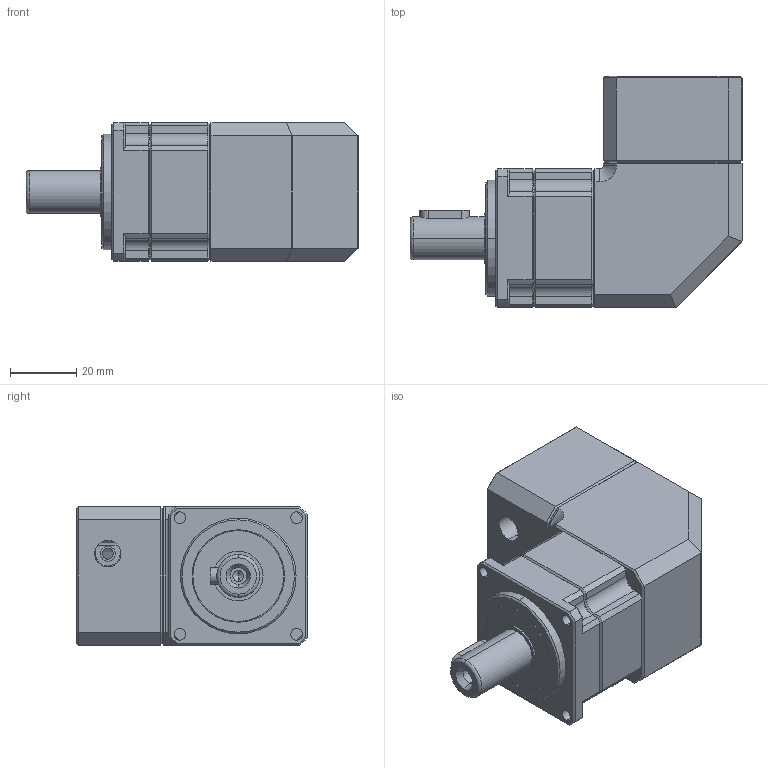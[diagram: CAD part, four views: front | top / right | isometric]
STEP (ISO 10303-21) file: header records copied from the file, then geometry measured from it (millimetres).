
FILE_DESCRIPTION (( 'STEP AP214' ), '1' );
FILE_NAME ('ZPF42-L1-输入8-30-46-M4.STEP', '2019-07-02T06:19:00', ( 'Sky123.Org' ), ( 'Sky123.Org' ), 'SwSTEP 2.0', 'SolidWorks 2014', '' );
FILE_SCHEMA (( 'AUTOMOTIVE_DESIGN' ));
Length unit declared in the file: millimetre
Products named in the file (8): 瑩5-5-15; PFF42-CQ01; PFF42-SG01; ZPF42-L1-输入8-30-46-M4; ZPF42-LZ01; 6001-2RS; ZPF42-LJ01-30-46-M4; ZPF42-XT01
Assembly tree (7 placements, depth 2):
  ZPF42-L1-输入8-30-46-M4
    PFF42-SG01
    PFF42-CQ01
    瑩5-5-15
    ZPF42-XT01
    ZPF42-LJ01-30-46-M4
    6001-2RS
    ZPF42-LZ01
Bounding box: 100.5 x 70 x 42 mm (x, y, z)
Volume: 155124.5 mm3; surface area: 44366.3 mm2
Topology: 21 solids, 21 shells, 608 faces, 1429 edges, 855 vertices
Faces by surface type: plane 226, cylinder 207, cone 88, bspline 81, torus 6
Entity records: 20727 total; most frequent: CARTESIAN_POINT 6899, ORIENTED_EDGE 2718, DIRECTION 2676, EDGE_CURVE 1359, AXIS2_PLACEMENT_3D 1070, VERTEX_POINT 855, EDGE_LOOP 706, FACE_OUTER_BOUND 608
